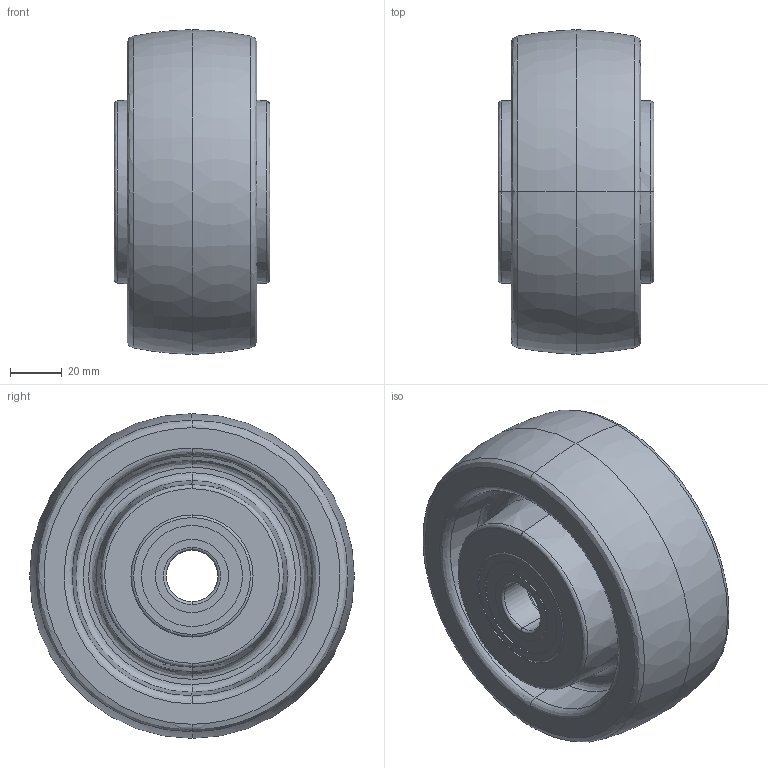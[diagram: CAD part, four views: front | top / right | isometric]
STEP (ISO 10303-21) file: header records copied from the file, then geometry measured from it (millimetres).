
FILE_DESCRIPTION (( 'STEP AP214' ), '1' );
FILE_NAME ('0022626.step', '2024-03-07T10:28:32', ( '' ), ( '' ), 'SwSTEP 2.0', 'SolidWorks 2020', '' );
FILE_SCHEMA (( 'AUTOMOTIVE_DESIGN' ));
Length unit declared in the file: millimetre
Products named in the file (1): 0022626
Bounding box: 60 x 125 x 125 mm (x, y, z)
Volume: 507099.5 mm3; surface area: 95659.3 mm2
Topology: 14 solids, 14 shells, 156 faces, 312 edges, 186 vertices
Faces by surface type: cylinder 54, torus 40, plane 34, bspline 20, cone 8
Entity records: 7609 total; most frequent: CARTESIAN_POINT 2391, DIRECTION 784, ORIENTED_EDGE 624, AXIS2_PLACEMENT_3D 355, EDGE_CURVE 312, CIRCLE 218, VERTEX_POINT 186, EDGE_LOOP 182
